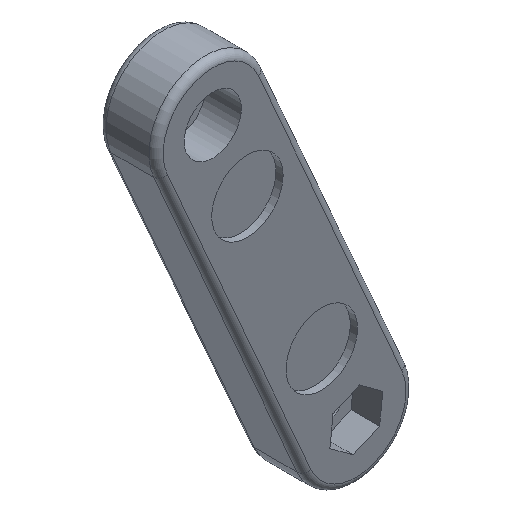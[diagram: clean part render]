
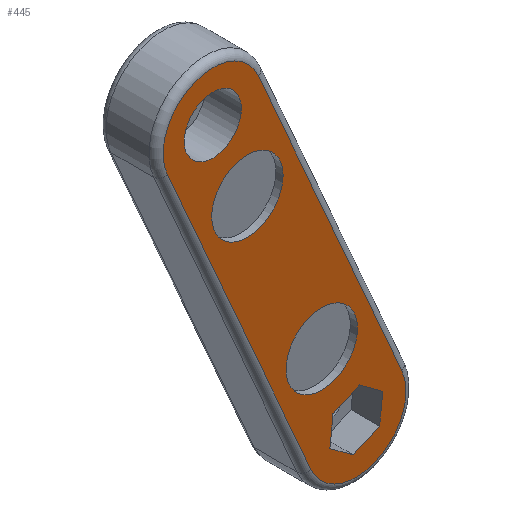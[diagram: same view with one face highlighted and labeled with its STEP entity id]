
A CAD part, isometric view. The second image highlights one B-rep face of the part: STEP entity #445.
In plain terms, the highlighted planar face has unit normal (0, -1, 0).
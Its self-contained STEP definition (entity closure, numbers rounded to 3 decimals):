
#19=FACE_BOUND('',#158,.T.);
#20=FACE_BOUND('',#159,.T.);
#21=FACE_BOUND('',#160,.T.);
#22=FACE_BOUND('',#161,.T.);
#28=PLANE('',#498);
#41=LINE('',#705,#76);
#43=LINE('',#714,#78);
#49=LINE('',#729,#84);
#50=LINE('',#731,#85);
#51=LINE('',#733,#86);
#52=LINE('',#735,#87);
#53=LINE('',#737,#88);
#54=LINE('',#738,#89);
#76=VECTOR('',#557,10.);
#78=VECTOR('',#569,10.);
#84=VECTOR('',#583,10.);
#85=VECTOR('',#584,10.);
#86=VECTOR('',#585,10.);
#87=VECTOR('',#586,10.);
#88=VECTOR('',#587,10.);
#89=VECTOR('',#588,10.);
#128=FACE_OUTER_BOUND('',#157,.T.);
#157=EDGE_LOOP('',(#337,#338,#339,#340));
#158=EDGE_LOOP('',(#341,#342,#343,#344,#345,#346));
#159=EDGE_LOOP('',(#347));
#160=EDGE_LOOP('',(#348));
#161=EDGE_LOOP('',(#349));
#191=CIRCLE('',#487,6.95);
#194=CIRCLE('',#492,6.95);
#197=CIRCLE('',#499,4.);
#198=CIRCLE('',#500,5.);
#199=CIRCLE('',#501,5.);
#214=VERTEX_POINT('',#693);
#217=VERTEX_POINT('',#698);
#219=VERTEX_POINT('',#703);
#221=VERTEX_POINT('',#709);
#225=VERTEX_POINT('',#727);
#226=VERTEX_POINT('',#728);
#227=VERTEX_POINT('',#730);
#228=VERTEX_POINT('',#732);
#229=VERTEX_POINT('',#734);
#230=VERTEX_POINT('',#736);
#231=VERTEX_POINT('',#739);
#232=VERTEX_POINT('',#741);
#233=VERTEX_POINT('',#743);
#255=EDGE_CURVE('',#217,#214,#191,.T.);
#257=EDGE_CURVE('',#219,#217,#41,.T.);
#260=EDGE_CURVE('',#221,#219,#194,.T.);
#262=EDGE_CURVE('',#214,#221,#43,.T.);
#269=EDGE_CURVE('',#225,#226,#49,.T.);
#270=EDGE_CURVE('',#226,#227,#50,.T.);
#271=EDGE_CURVE('',#227,#228,#51,.T.);
#272=EDGE_CURVE('',#228,#229,#52,.T.);
#273=EDGE_CURVE('',#229,#230,#53,.T.);
#274=EDGE_CURVE('',#230,#225,#54,.T.);
#275=EDGE_CURVE('',#231,#231,#197,.T.);
#276=EDGE_CURVE('',#232,#232,#198,.T.);
#277=EDGE_CURVE('',#233,#233,#199,.T.);
#337=ORIENTED_EDGE('',*,*,#255,.F.);
#338=ORIENTED_EDGE('',*,*,#257,.F.);
#339=ORIENTED_EDGE('',*,*,#260,.F.);
#340=ORIENTED_EDGE('',*,*,#262,.F.);
#341=ORIENTED_EDGE('',*,*,#269,.T.);
#342=ORIENTED_EDGE('',*,*,#270,.T.);
#343=ORIENTED_EDGE('',*,*,#271,.T.);
#344=ORIENTED_EDGE('',*,*,#272,.T.);
#345=ORIENTED_EDGE('',*,*,#273,.T.);
#346=ORIENTED_EDGE('',*,*,#274,.T.);
#347=ORIENTED_EDGE('',*,*,#275,.T.);
#348=ORIENTED_EDGE('',*,*,#276,.T.);
#349=ORIENTED_EDGE('',*,*,#277,.T.);
#445=ADVANCED_FACE('',(#128,#19,#20,#21,#22),#28,.T.);
#487=AXIS2_PLACEMENT_3D('',#700,#551,#552);
#492=AXIS2_PLACEMENT_3D('',#711,#563,#564);
#498=AXIS2_PLACEMENT_3D('',#726,#581,#582);
#499=AXIS2_PLACEMENT_3D('',#740,#589,#590);
#500=AXIS2_PLACEMENT_3D('',#742,#591,#592);
#501=AXIS2_PLACEMENT_3D('',#744,#593,#594);
#551=DIRECTION('center_axis',(0.,1.,0.));
#552=DIRECTION('ref_axis',(0.402,0.,-0.916));
#557=DIRECTION('',(0.402,0.,-0.916));
#563=DIRECTION('center_axis',(0.,1.,0.));
#564=DIRECTION('ref_axis',(-0.402,0.,0.916));
#569=DIRECTION('',(-0.402,0.,0.916));
#581=DIRECTION('center_axis',(0.,-1.,0.));
#582=DIRECTION('ref_axis',(1.,0.,0.));
#583=DIRECTION('',(0.806,0.,-0.592));
#584=DIRECTION('',(-0.11,0.,-0.994));
#585=DIRECTION('',(-0.916,0.,-0.402));
#586=DIRECTION('',(-0.806,0.,0.592));
#587=DIRECTION('',(0.11,0.,0.994));
#588=DIRECTION('',(0.916,0.,0.402));
#589=DIRECTION('center_axis',(0.,1.,0.));
#590=DIRECTION('ref_axis',(1.,0.,0.));
#591=DIRECTION('center_axis',(0.,1.,0.));
#592=DIRECTION('ref_axis',(1.,0.,0.));
#593=DIRECTION('center_axis',(0.,1.,0.));
#594=DIRECTION('ref_axis',(1.,0.,0.));
#693=CARTESIAN_POINT('',(48.725,0.,-125.579));
#698=CARTESIAN_POINT('',(61.454,0.,-119.994));
#700=CARTESIAN_POINT('Origin',(55.089,0.,-122.786));
#703=CARTESIAN_POINT('',(41.366,0.,-74.207));
#705=CARTESIAN_POINT('',(46.388,0.,-85.654));
#709=CARTESIAN_POINT('',(28.637,0.,-79.791));
#711=CARTESIAN_POINT('Origin',(35.002,0.,-76.999));
#714=CARTESIAN_POINT('',(43.703,0.,-114.132));
#726=CARTESIAN_POINT('Origin',(45.046,0.,-99.893));
#727=CARTESIAN_POINT('',(55.534,0.,-118.769));
#728=CARTESIAN_POINT('',(58.79,0.,-121.163));
#729=CARTESIAN_POINT('',(47.625,0.,-112.957));
#730=CARTESIAN_POINT('',(58.346,0.,-125.18));
#731=CARTESIAN_POINT('',(59.869,0.,-111.407));
#732=CARTESIAN_POINT('',(54.645,0.,-126.803));
#733=CARTESIAN_POINT('',(57.421,0.,-125.586));
#734=CARTESIAN_POINT('',(51.388,0.,-124.41));
#735=CARTESIAN_POINT('',(45.108,0.,-119.794));
#736=CARTESIAN_POINT('',(51.833,0.,-120.393));
#737=CARTESIAN_POINT('',(52.69,0.,-112.646));
#738=CARTESIAN_POINT('',(52.758,0.,-119.987));
#739=CARTESIAN_POINT('',(31.002,0.,-76.999));
#740=CARTESIAN_POINT('Origin',(35.002,0.,-76.999));
#741=CARTESIAN_POINT('',(34.843,0.,-88.034));
#742=CARTESIAN_POINT('Origin',(39.843,0.,-88.034));
#743=CARTESIAN_POINT('',(45.248,0.,-111.752));
#744=CARTESIAN_POINT('Origin',(50.248,0.,-111.752));
